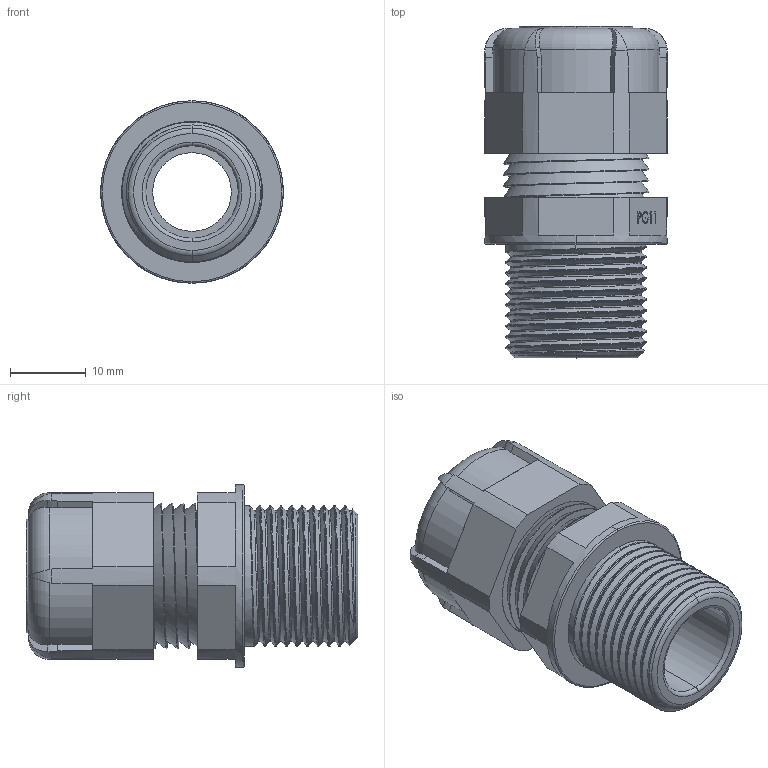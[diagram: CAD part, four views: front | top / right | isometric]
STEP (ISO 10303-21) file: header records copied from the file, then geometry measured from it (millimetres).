
FILE_DESCRIPTION (( 'STEP AP203' ), '1' );
FILE_NAME ('4911LN.STEP', '2023-06-30T07:20:54', ( '' ), ( '' ), 'SwSTEP 2.0', 'SolidWorks 2022', '' );
FILE_SCHEMA (( 'CONFIG_CONTROL_DESIGN' ));
Length unit declared in the file: millimetre
Products named in the file (1): 4911LN
Bounding box: 24.1 x 43.8 x 24.1 mm (x, y, z)
Volume: 9891.8 mm3; surface area: 6199.7 mm2
Topology: 1 solids, 1 shells, 295 faces, 806 edges, 530 vertices
Faces by surface type: plane 116, bspline 90, cylinder 64, torus 21, cone 4
Entity records: 25147 total; most frequent: CARTESIAN_POINT 18418, ORIENTED_EDGE 1612, DIRECTION 1015, EDGE_CURVE 806, VERTEX_POINT 530, LINE 371, VECTOR 371, AXIS2_PLACEMENT_3D 322
